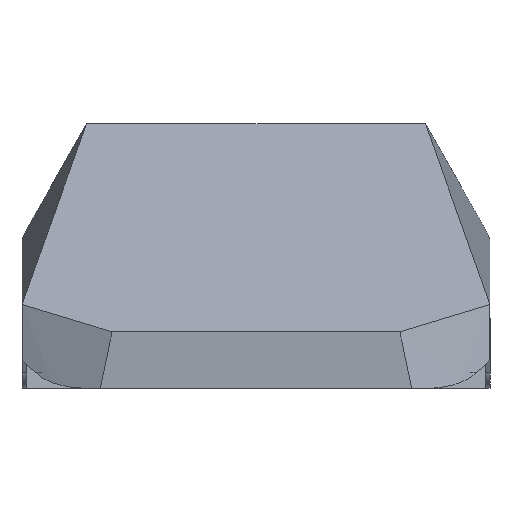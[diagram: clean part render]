
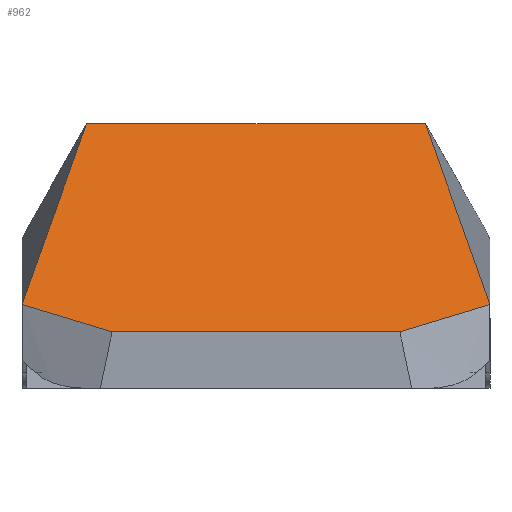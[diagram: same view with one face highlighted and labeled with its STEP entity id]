
A CAD part, front view. The second image highlights one B-rep face of the part: STEP entity #962.
In plain terms, the highlighted face is planar.
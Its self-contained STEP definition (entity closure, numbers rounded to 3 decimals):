
#25=B_SPLINE_CURVE_WITH_KNOTS('',3,(#1486,#1487,#1488,#1489),
 .UNSPECIFIED.,.F.,.F.,(4,4),(-49.782,0.),
 .UNSPECIFIED.);
#26=B_SPLINE_CURVE_WITH_KNOTS('',3,(#1496,#1497,#1498,#1499),
 .UNSPECIFIED.,.F.,.F.,(4,4),(-49.782,0.),
 .UNSPECIFIED.);
#59=PLANE('',#1045);
#96=FACE_OUTER_BOUND('',#158,.T.);
#158=EDGE_LOOP('',(#694,#695,#696,#697,#698,#699));
#256=LINE('',#1484,#336);
#257=LINE('',#1491,#337);
#258=LINE('',#1493,#338);
#259=LINE('',#1495,#339);
#336=VECTOR('',#1184,54.88);
#337=VECTOR('',#1185,31.364);
#338=VECTOR('',#1186,54.88);
#339=VECTOR('',#1187,31.364);
#431=VERTEX_POINT('',#1482);
#432=VERTEX_POINT('',#1483);
#433=VERTEX_POINT('',#1485);
#434=VERTEX_POINT('',#1490);
#435=VERTEX_POINT('',#1492);
#436=VERTEX_POINT('',#1494);
#532=EDGE_CURVE('',#431,#432,#256,.T.);
#533=EDGE_CURVE('',#433,#431,#25,.T.);
#534=EDGE_CURVE('',#434,#433,#257,.T.);
#535=EDGE_CURVE('',#434,#435,#258,.T.);
#536=EDGE_CURVE('',#435,#436,#259,.T.);
#537=EDGE_CURVE('',#436,#432,#26,.T.);
#694=ORIENTED_EDGE('',*,*,#532,.F.);
#695=ORIENTED_EDGE('',*,*,#533,.F.);
#696=ORIENTED_EDGE('',*,*,#534,.F.);
#697=ORIENTED_EDGE('',*,*,#535,.T.);
#698=ORIENTED_EDGE('',*,*,#536,.T.);
#699=ORIENTED_EDGE('',*,*,#537,.T.);
#962=ADVANCED_FACE('',(#96),#59,.T.);
#1045=AXIS2_PLACEMENT_3D('',#1481,#1182,#1183);
#1182=DIRECTION('center_axis',(0.,0.846,0.533));
#1183=DIRECTION('ref_axis',(1.,0.,0.));
#1184=DIRECTION('',(-1.,0.,0.));
#1185=DIRECTION('',(0.187,-0.523,0.831));
#1186=DIRECTION('',(-1.,0.,0.));
#1187=DIRECTION('',(-0.187,-0.523,0.831));
#1481=CARTESIAN_POINT('Origin',(-94.778,4239.83,-1819.93));
#1482=CARTESIAN_POINT('',(30.778,4233.99,-1810.65));
#1483=CARTESIAN_POINT('',(-30.778,4233.99,-1810.65));
#1484=CARTESIAN_POINT('',(-94.778,4233.99,-1810.65));
#1485=CARTESIAN_POINT('',(50.041,4239.83,-1819.93));
#1486=CARTESIAN_POINT('Ctrl Pts',(50.041,4239.83,-1819.93));
#1487=CARTESIAN_POINT('Ctrl Pts',(43.621,4237.892,-1816.851));
#1488=CARTESIAN_POINT('Ctrl Pts',(37.174,4235.94,-1813.748));
#1489=CARTESIAN_POINT('Ctrl Pts',(30.778,4233.99,-1810.65));
#1490=CARTESIAN_POINT('',(36.228,4278.535,-1881.428));
#1491=CARTESIAN_POINT('',(48.391,4244.452,-1827.274));
#1492=CARTESIAN_POINT('',(-36.228,4278.535,-1881.428));
#1493=CARTESIAN_POINT('',(-111.681,4278.535,-1881.428));
#1494=CARTESIAN_POINT('',(-50.041,4239.83,-1819.93));
#1495=CARTESIAN_POINT('',(-48.391,4244.452,-1827.274));
#1496=CARTESIAN_POINT('Ctrl Pts',(-50.041,4239.83,-1819.93));
#1497=CARTESIAN_POINT('Ctrl Pts',(-43.621,4237.892,-1816.851));
#1498=CARTESIAN_POINT('Ctrl Pts',(-37.174,4235.94,-1813.748));
#1499=CARTESIAN_POINT('Ctrl Pts',(-30.778,4233.99,-1810.65));
